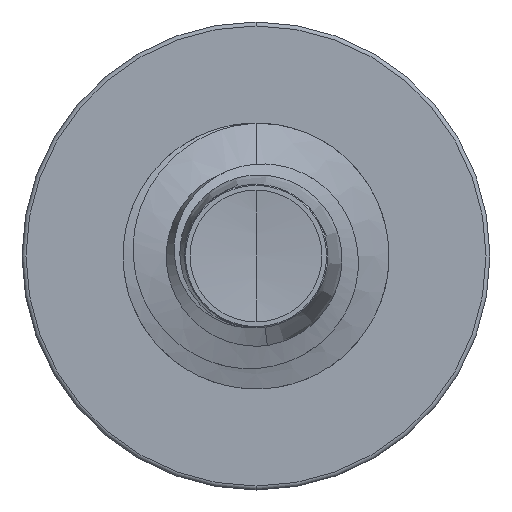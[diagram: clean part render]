
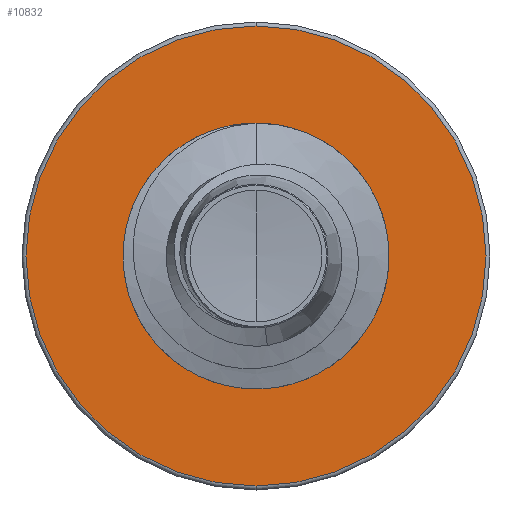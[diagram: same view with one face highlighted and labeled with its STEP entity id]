
A CAD part, front view. The second image highlights one B-rep face of the part: STEP entity #10832.
In plain terms, the highlighted planar face has unit normal (0, -1, 0).
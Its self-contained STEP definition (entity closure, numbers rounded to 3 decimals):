
#500 = CIRCLE ( 'NONE', #7320, 2.415 ) ;
#2472 = CIRCLE ( 'NONE', #8807, 4.325 ) ;
#2539 = CARTESIAN_POINT ( 'NONE',  ( 0., 6., -2.415 ) ) ;
#3398 = EDGE_CURVE ( 'NONE', #4191, #6361, #2472, .T. ) ;
#3751 = CARTESIAN_POINT ( 'NONE',  ( 0., 6., -4.325 ) ) ;
#3764 = CARTESIAN_POINT ( 'NONE',  ( 0., 6., 4.325 ) ) ;
#4191 = VERTEX_POINT ( 'NONE', #3751 ) ;
#4253 = CARTESIAN_POINT ( 'NONE',  ( 0., 6., 0. ) ) ;
#4664 = DIRECTION ( 'NONE',  ( 0., 0., 1. ) ) ;
#4791 = EDGE_CURVE ( 'NONE', #9384, #8878, #500, .T. ) ;
#4864 = DIRECTION ( 'NONE',  ( 0., 1., 0. ) ) ;
#5446 = FACE_OUTER_BOUND ( 'NONE', #8804, .T. ) ;
#5973 = AXIS2_PLACEMENT_3D ( 'NONE', #8423, #8336, #8324 ) ;
#6054 = EDGE_CURVE ( 'NONE', #8878, #9384, #9358, .T. ) ;
#6297 = DIRECTION ( 'NONE',  ( 0., 0., 1. ) ) ;
#6302 = DIRECTION ( 'NONE',  ( 0., 1., 0. ) ) ;
#6313 = CARTESIAN_POINT ( 'NONE',  ( 0., 6., 0. ) ) ;
#6314 = CARTESIAN_POINT ( 'NONE',  ( 0., 6., 0. ) ) ;
#6361 = VERTEX_POINT ( 'NONE', #3764 ) ;
#6628 = DIRECTION ( 'NONE',  ( 0., 1., 0. ) ) ;
#6650 = EDGE_CURVE ( 'NONE', #6361, #4191, #8930, .T. ) ;
#6791 = CARTESIAN_POINT ( 'NONE',  ( 0., 6., 2.415 ) ) ;
#6878 = DIRECTION ( 'NONE',  ( 0., 0., 1. ) ) ;
#7254 = ORIENTED_EDGE ( 'NONE', *, *, #3398, .F. ) ;
#7320 = AXIS2_PLACEMENT_3D ( 'NONE', #4253, #4864, #4664 ) ;
#7903 = FACE_BOUND ( 'NONE', #8125, .T. ) ;
#8125 = EDGE_LOOP ( 'NONE', ( #11146, #9932 ) ) ;
#8324 = DIRECTION ( 'NONE',  ( 0., 0., 1. ) ) ;
#8336 = DIRECTION ( 'NONE',  ( 0., 1., 0. ) ) ;
#8423 = CARTESIAN_POINT ( 'NONE',  ( 0., 6., -2.415 ) ) ;
#8463 = PLANE ( 'NONE',  #5973 ) ;
#8804 = EDGE_LOOP ( 'NONE', ( #9050, #7254 ) ) ;
#8807 = AXIS2_PLACEMENT_3D ( 'NONE', #6314, #6302, #6297 ) ;
#8878 = VERTEX_POINT ( 'NONE', #6791 ) ;
#8930 = CIRCLE ( 'NONE', #9770, 4.325 ) ;
#8995 = AXIS2_PLACEMENT_3D ( 'NONE', #6313, #6628, #6878 ) ;
#9050 = ORIENTED_EDGE ( 'NONE', *, *, #6650, .F. ) ;
#9358 = CIRCLE ( 'NONE', #8995, 2.415 ) ;
#9384 = VERTEX_POINT ( 'NONE', #2539 ) ;
#9770 = AXIS2_PLACEMENT_3D ( 'NONE', #11169, #11162, #11147 ) ;
#9932 = ORIENTED_EDGE ( 'NONE', *, *, #4791, .T. ) ;
#10832 = ADVANCED_FACE ( 'NONE', ( #5446, #7903 ), #8463, .F. ) ;
#11146 = ORIENTED_EDGE ( 'NONE', *, *, #6054, .T. ) ;
#11147 = DIRECTION ( 'NONE',  ( 0., 0., 1. ) ) ;
#11162 = DIRECTION ( 'NONE',  ( 0., 1., 0. ) ) ;
#11169 = CARTESIAN_POINT ( 'NONE',  ( 0., 6., 0. ) ) ;
